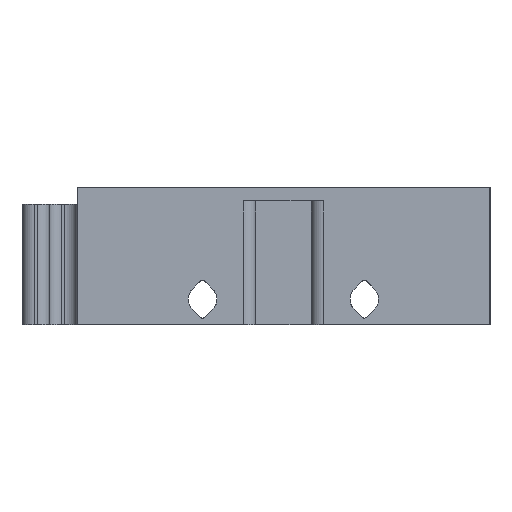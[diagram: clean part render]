
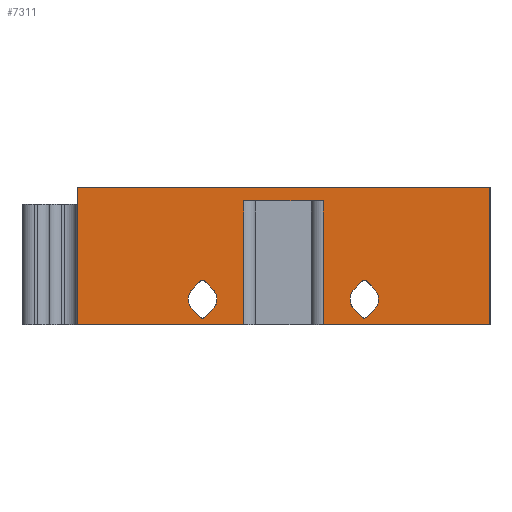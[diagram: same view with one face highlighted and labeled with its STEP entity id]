
A CAD part, left-side view. The second image highlights one B-rep face of the part: STEP entity #7311.
In plain terms, the highlighted planar face has unit normal (-1, 0, 0).
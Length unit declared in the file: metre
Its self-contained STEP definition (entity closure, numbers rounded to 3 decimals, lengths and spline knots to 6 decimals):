
#195=CIRCLE('',#7722,0.0004);
#203=CIRCLE('',#7738,0.002075);
#211=CIRCLE('',#7750,0.002075);
#215=CIRCLE('',#7782,0.0004);
#228=CIRCLE('',#7798,0.002075);
#231=CIRCLE('',#7814,0.002075);
#232=CIRCLE('',#7815,0.0004);
#233=CIRCLE('',#7816,0.0004);
#380=PLANE('',#7813);
#626=LINE('',#10595,#1389);
#693=LINE('',#10841,#1456);
#701=LINE('',#10873,#1464);
#834=LINE('',#11244,#1597);
#851=LINE('',#11295,#1614);
#865=LINE('',#11357,#1628);
#876=LINE('',#11393,#1639);
#898=LINE('',#11452,#1661);
#914=LINE('',#11517,#1677);
#925=LINE('',#11551,#1688);
#926=LINE('',#11552,#1689);
#927=LINE('',#11553,#1690);
#928=LINE('',#11555,#1691);
#929=LINE('',#11557,#1692);
#930=LINE('',#11561,#1693);
#931=LINE('',#11564,#1694);
#1389=VECTOR('',#8262,1.);
#1456=VECTOR('',#8349,1.);
#1464=VECTOR('',#8373,1.);
#1597=VECTOR('',#8652,1.);
#1614=VECTOR('',#8701,1.);
#1628=VECTOR('',#8769,1.);
#1639=VECTOR('',#8802,1.);
#1661=VECTOR('',#8848,1.);
#1677=VECTOR('',#8914,1.);
#1688=VECTOR('',#8945,1.);
#1689=VECTOR('',#8946,1.);
#1690=VECTOR('',#8947,1.);
#1691=VECTOR('',#8948,1.);
#1692=VECTOR('',#8949,1.);
#1693=VECTOR('',#8952,1.);
#1694=VECTOR('',#8955,1.);
#2871=ORIENTED_EDGE('',*,*,#4893,.T.);
#2872=ORIENTED_EDGE('',*,*,#4450,.F.);
#2873=ORIENTED_EDGE('',*,*,#4894,.T.);
#2874=ORIENTED_EDGE('',*,*,#4565,.T.);
#2875=ORIENTED_EDGE('',*,*,#4895,.F.);
#2876=ORIENTED_EDGE('',*,*,#4896,.T.);
#2877=ORIENTED_EDGE('',*,*,#4897,.T.);
#2878=ORIENTED_EDGE('',*,*,#4549,.T.);
#2879=ORIENTED_EDGE('',*,*,#4898,.F.);
#2880=ORIENTED_EDGE('',*,*,#4899,.T.);
#2881=ORIENTED_EDGE('',*,*,#4900,.F.);
#2882=ORIENTED_EDGE('',*,*,#4876,.F.);
#2883=ORIENTED_EDGE('',*,*,#4870,.F.);
#2884=ORIENTED_EDGE('',*,*,#4842,.F.);
#2885=ORIENTED_EDGE('',*,*,#4850,.F.);
#2886=ORIENTED_EDGE('',*,*,#4901,.T.);
#2887=ORIENTED_EDGE('',*,*,#4740,.F.);
#2888=ORIENTED_EDGE('',*,*,#4753,.T.);
#2889=ORIENTED_EDGE('',*,*,#4765,.T.);
#2890=ORIENTED_EDGE('',*,*,#4777,.T.);
#2891=ORIENTED_EDGE('',*,*,#4796,.T.);
#2892=ORIENTED_EDGE('',*,*,#4902,.T.);
#2893=ORIENTED_EDGE('',*,*,#4814,.F.);
#2894=ORIENTED_EDGE('',*,*,#4788,.T.);
#4450=EDGE_CURVE('',#5516,#5517,#626,.F.);
#4549=EDGE_CURVE('',#5614,#5613,#693,.F.);
#4565=EDGE_CURVE('',#5630,#5629,#701,.F.);
#4740=EDGE_CURVE('',#5784,#5781,#834,.T.);
#4753=EDGE_CURVE('',#5784,#5794,#195,.T.);
#4765=EDGE_CURVE('',#5794,#5802,#851,.T.);
#4777=EDGE_CURVE('',#5802,#5810,#203,.T.);
#4788=EDGE_CURVE('',#5818,#5781,#211,.T.);
#4796=EDGE_CURVE('',#5810,#5823,#865,.T.);
#4814=EDGE_CURVE('',#5818,#5838,#876,.T.);
#4842=EDGE_CURVE('',#5862,#5859,#898,.T.);
#4850=EDGE_CURVE('',#5869,#5862,#215,.F.);
#4870=EDGE_CURVE('',#5859,#5881,#228,.F.);
#4876=EDGE_CURVE('',#5881,#5887,#914,.T.);
#4893=EDGE_CURVE('',#5613,#5517,#925,.T.);
#4894=EDGE_CURVE('',#5516,#5630,#926,.F.);
#4895=EDGE_CURVE('',#5900,#5629,#927,.T.);
#4896=EDGE_CURVE('',#5900,#5901,#928,.F.);
#4897=EDGE_CURVE('',#5901,#5614,#929,.F.);
#4898=EDGE_CURVE('',#5902,#5903,#231,.F.);
#4899=EDGE_CURVE('',#5902,#5904,#930,.T.);
#4900=EDGE_CURVE('',#5887,#5904,#232,.F.);
#4901=EDGE_CURVE('',#5869,#5903,#931,.T.);
#4902=EDGE_CURVE('',#5823,#5838,#233,.T.);
#5516=VERTEX_POINT('',#10594);
#5517=VERTEX_POINT('',#10596);
#5613=VERTEX_POINT('',#10840);
#5614=VERTEX_POINT('',#10842);
#5629=VERTEX_POINT('',#10872);
#5630=VERTEX_POINT('',#10874);
#5781=VERTEX_POINT('',#11238);
#5784=VERTEX_POINT('',#11243);
#5794=VERTEX_POINT('',#11270);
#5802=VERTEX_POINT('',#11294);
#5810=VERTEX_POINT('',#11318);
#5818=VERTEX_POINT('',#11342);
#5823=VERTEX_POINT('',#11356);
#5838=VERTEX_POINT('',#11394);
#5859=VERTEX_POINT('',#11446);
#5862=VERTEX_POINT('',#11451);
#5869=VERTEX_POINT('',#11468);
#5881=VERTEX_POINT('',#11502);
#5887=VERTEX_POINT('',#11518);
#5900=VERTEX_POINT('',#11554);
#5901=VERTEX_POINT('',#11556);
#5902=VERTEX_POINT('',#11559);
#5903=VERTEX_POINT('',#11560);
#5904=VERTEX_POINT('',#11562);
#6444=EDGE_LOOP('',(#2871,#2872,#2873,#2874,#2875,#2876,#2877,#2878));
#6445=EDGE_LOOP('',(#2879,#2880,#2881,#2882,#2883,#2884,#2885,#2886));
#6446=EDGE_LOOP('',(#2887,#2888,#2889,#2890,#2891,#2892,#2893,#2894));
#6857=FACE_BOUND('',#6444,.T.);
#6858=FACE_BOUND('',#6445,.T.);
#6859=FACE_BOUND('',#6446,.T.);
#7311=ADVANCED_FACE('',(#6857,#6858,#6859),#380,.F.);
#7722=AXIS2_PLACEMENT_3D('',#11271,#8678,#8679);
#7738=AXIS2_PLACEMENT_3D('',#11319,#8726,#8727);
#7750=AXIS2_PLACEMENT_3D('',#11341,#8753,#8754);
#7782=AXIS2_PLACEMENT_3D('',#11469,#8861,#8862);
#7798=AXIS2_PLACEMENT_3D('',#11505,#8900,#8901);
#7813=AXIS2_PLACEMENT_3D('',#11550,#8943,#8944);
#7814=AXIS2_PLACEMENT_3D('',#11558,#8950,#8951);
#7815=AXIS2_PLACEMENT_3D('',#11563,#8953,#8954);
#7816=AXIS2_PLACEMENT_3D('',#11565,#8956,#8957);
#8262=DIRECTION('',(0.,1.,0.));
#8349=DIRECTION('',(0.,1.,0.));
#8373=DIRECTION('',(0.,1.,0.));
#8652=DIRECTION('',(0.,-0.707,0.707));
#8678=DIRECTION('',(1.,0.,0.));
#8679=DIRECTION('',(0.,1.,0.));
#8701=DIRECTION('',(0.,0.707,0.707));
#8726=DIRECTION('',(1.,0.,0.));
#8727=DIRECTION('',(0.,1.,0.));
#8753=DIRECTION('',(1.,0.,0.));
#8754=DIRECTION('',(0.,1.,0.));
#8769=DIRECTION('',(0.,-0.707,0.707));
#8802=DIRECTION('',(0.,0.707,0.707));
#8848=DIRECTION('',(0.,-0.707,0.707));
#8861=DIRECTION('',(1.,0.,0.));
#8862=DIRECTION('',(0.,1.,0.));
#8900=DIRECTION('',(1.,0.,0.));
#8901=DIRECTION('',(0.,1.,0.));
#8914=DIRECTION('',(0.,0.707,0.707));
#8943=DIRECTION('',(1.,0.,0.));
#8944=DIRECTION('',(0.,1.,0.));
#8945=DIRECTION('',(0.,0.,1.));
#8946=DIRECTION('',(0.,0.,1.));
#8947=DIRECTION('',(0.,0.,-1.));
#8948=DIRECTION('',(0.,1.,0.));
#8949=DIRECTION('',(0.,0.,1.));
#8950=DIRECTION('',(1.,0.,0.));
#8951=DIRECTION('',(0.,1.,0.));
#8952=DIRECTION('',(0.,-0.707,0.707));
#8953=DIRECTION('',(1.,0.,0.));
#8954=DIRECTION('',(0.,1.,0.));
#8955=DIRECTION('',(0.,0.707,0.707));
#8956=DIRECTION('',(1.,0.,0.));
#8957=DIRECTION('',(0.,1.,0.));
#10594=CARTESIAN_POINT('',(0.810025,0.569975,0.38));
#10595=CARTESIAN_POINT('',(0.810025,0.497889,0.38));
#10596=CARTESIAN_POINT('',(0.810025,0.51,0.38));
#10840=CARTESIAN_POINT('',(0.810025,0.51,0.36));
#10841=CARTESIAN_POINT('',(0.810025,0.497889,0.36));
#10842=CARTESIAN_POINT('',(0.810025,0.534222,0.36));
#10872=CARTESIAN_POINT('',(0.810025,0.545778,0.36));
#10873=CARTESIAN_POINT('',(0.810025,0.497889,0.36));
#10874=CARTESIAN_POINT('',(0.810025,0.569975,0.36));
#11238=CARTESIAN_POINT('',(0.810025,0.526799,0.362266));
#11243=CARTESIAN_POINT('',(0.810025,0.527984,0.361082));
#11244=CARTESIAN_POINT('',(0.810025,0.503477,0.385588));
#11270=CARTESIAN_POINT('',(0.810025,0.528549,0.361082));
#11271=CARTESIAN_POINT('',(0.810025,0.528267,0.361365));
#11294=CARTESIAN_POINT('',(0.810025,0.529734,0.362266));
#11295=CARTESIAN_POINT('',(0.810025,0.522678,0.355211));
#11318=CARTESIAN_POINT('',(0.810025,0.529734,0.365201));
#11319=CARTESIAN_POINT('',(0.810025,0.528267,0.363733));
#11341=CARTESIAN_POINT('',(0.810025,0.528267,0.363733));
#11342=CARTESIAN_POINT('',(0.810025,0.526799,0.365201));
#11356=CARTESIAN_POINT('',(0.810025,0.528549,0.366385));
#11357=CARTESIAN_POINT('',(0.810025,0.506412,0.388523));
#11393=CARTESIAN_POINT('',(0.810025,0.519744,0.358145));
#11394=CARTESIAN_POINT('',(0.810025,0.527984,0.366385));
#11446=CARTESIAN_POINT('',(0.810025,0.550266,0.362266));
#11451=CARTESIAN_POINT('',(0.810025,0.551451,0.361082));
#11452=CARTESIAN_POINT('',(0.810025,0.515211,0.397322));
#11468=CARTESIAN_POINT('',(0.810025,0.552016,0.361082));
#11469=CARTESIAN_POINT('',(0.810025,0.551733,0.361365));
#11502=CARTESIAN_POINT('',(0.810025,0.550266,0.365201));
#11505=CARTESIAN_POINT('',(0.810025,0.551733,0.363733));
#11517=CARTESIAN_POINT('',(0.810025,0.531477,0.346412));
#11518=CARTESIAN_POINT('',(0.810025,0.551451,0.366385));
#11550=CARTESIAN_POINT('',(0.810025,0.497889,0.38));
#11551=CARTESIAN_POINT('',(0.810025,0.51,0.38));
#11552=CARTESIAN_POINT('',(0.810025,0.569975,0.38));
#11553=CARTESIAN_POINT('',(0.810025,0.545778,0.38));
#11554=CARTESIAN_POINT('',(0.810025,0.545778,0.378));
#11555=CARTESIAN_POINT('',(0.810025,0.497889,0.378));
#11556=CARTESIAN_POINT('',(0.810025,0.534222,0.378));
#11557=CARTESIAN_POINT('',(0.810025,0.534222,0.38));
#11558=CARTESIAN_POINT('',(0.810025,0.551733,0.363733));
#11559=CARTESIAN_POINT('',(0.810025,0.553201,0.365201));
#11560=CARTESIAN_POINT('',(0.810025,0.553201,0.362266));
#11561=CARTESIAN_POINT('',(0.810025,0.518145,0.400256));
#11562=CARTESIAN_POINT('',(0.810025,0.552016,0.366385));
#11563=CARTESIAN_POINT('',(0.810025,0.551733,0.366102));
#11564=CARTESIAN_POINT('',(0.810025,0.534412,0.343477));
#11565=CARTESIAN_POINT('',(0.810025,0.528267,0.366102));
